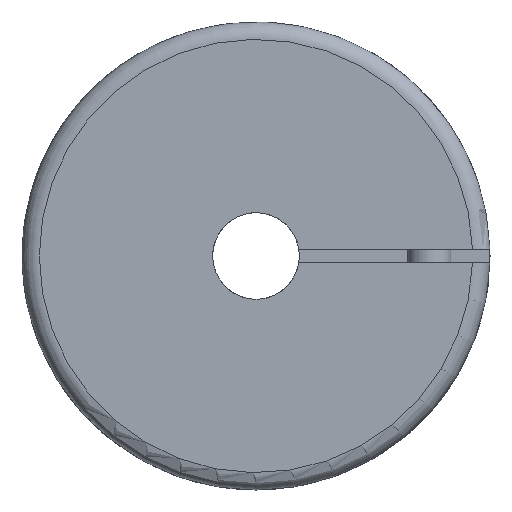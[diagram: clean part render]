
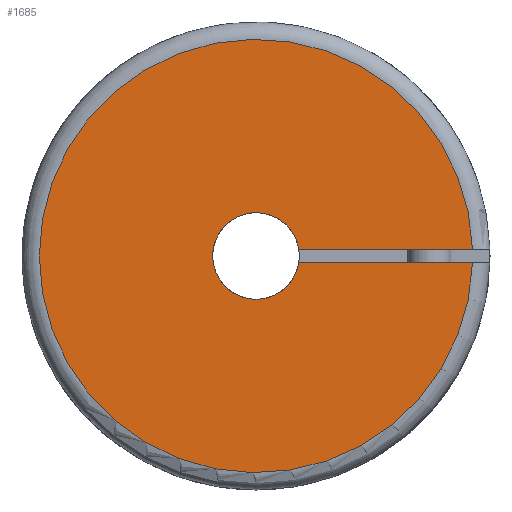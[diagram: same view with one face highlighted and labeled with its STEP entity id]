
A CAD part, left-side view. The second image highlights one B-rep face of the part: STEP entity #1685.
In plain terms, the highlighted planar face has unit normal (-1, 0, 0).
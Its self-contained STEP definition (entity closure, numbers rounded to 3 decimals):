
#96=LINE('',#2517,#242);
#99=LINE('',#2586,#245);
#242=VECTOR('',#2011,1000.);
#245=VECTOR('',#2036,1000.);
#403=ORIENTED_EDGE('',*,*,#869,.F.);
#404=ORIENTED_EDGE('',*,*,#857,.T.);
#405=ORIENTED_EDGE('',*,*,#870,.T.);
#406=ORIENTED_EDGE('',*,*,#871,.T.);
#857=EDGE_CURVE('',#1092,#1091,#96,.T.);
#869=EDGE_CURVE('',#1092,#1102,#1260,.T.);
#870=EDGE_CURVE('',#1091,#1103,#1261,.T.);
#871=EDGE_CURVE('',#1103,#1102,#99,.T.);
#1091=VERTEX_POINT('',#2516);
#1092=VERTEX_POINT('',#2518);
#1102=VERTEX_POINT('',#2583);
#1103=VERTEX_POINT('',#2585);
#1260=CIRCLE('',#1835,12.5);
#1261=CIRCLE('',#1836,2.5);
#1324=EDGE_LOOP('',(#403,#404,#405,#406));
#1470=FACE_BOUND('',#1324,.T.);
#1610=PLANE('',#1834);
#1685=ADVANCED_FACE('',(#1470),#1610,.T.);
#1834=AXIS2_PLACEMENT_3D('',#2581,#2030,#2031);
#1835=AXIS2_PLACEMENT_3D('',#2582,#2032,#2033);
#1836=AXIS2_PLACEMENT_3D('',#2584,#2034,#2035);
#2011=DIRECTION('',(0.,1.,0.));
#2030=DIRECTION('',(-1.,0.,0.));
#2031=DIRECTION('',(0.,0.,1.));
#2032=DIRECTION('',(1.,0.,0.));
#2033=DIRECTION('',(0.,0.,-1.));
#2034=DIRECTION('',(1.,0.,0.));
#2035=DIRECTION('',(0.,0.,-1.));
#2036=DIRECTION('',(0.,-1.,0.));
#2516=CARTESIAN_POINT('',(0.,-2.468,-0.4));
#2517=CARTESIAN_POINT('',(0.,-13.5,-0.4));
#2518=CARTESIAN_POINT('',(0.,-12.494,-0.4));
#2581=CARTESIAN_POINT('',(0.,12.5,0.));
#2582=CARTESIAN_POINT('',(0.,0.,0.));
#2583=CARTESIAN_POINT('',(0.,-12.494,0.4));
#2584=CARTESIAN_POINT('',(0.,0.,0.));
#2585=CARTESIAN_POINT('',(0.,-2.468,0.4));
#2586=CARTESIAN_POINT('',(0.,0.,0.4));
